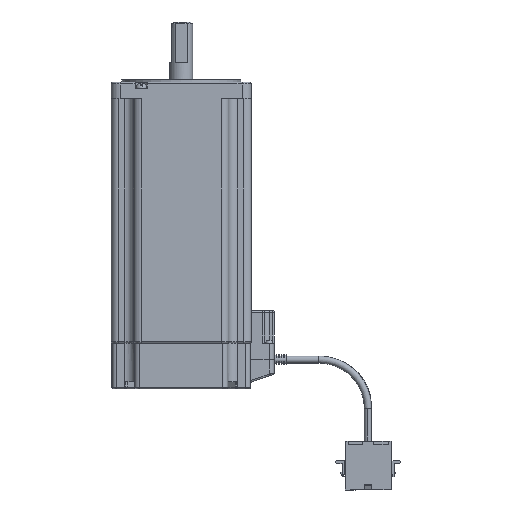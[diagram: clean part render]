
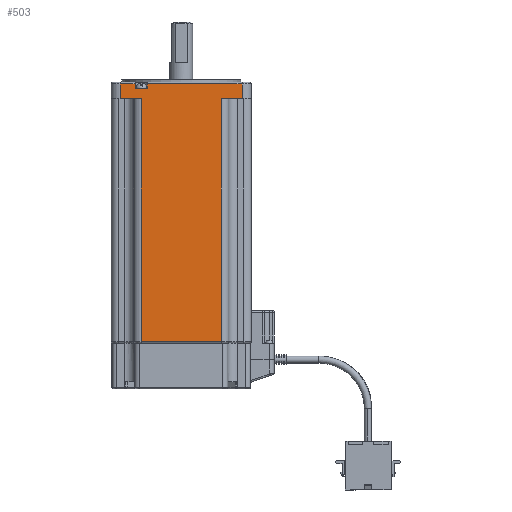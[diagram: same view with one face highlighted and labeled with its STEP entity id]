
A CAD part, left-side view. The second image highlights one B-rep face of the part: STEP entity #503.
In plain terms, the highlighted planar face has unit normal (-1, 0, 0).
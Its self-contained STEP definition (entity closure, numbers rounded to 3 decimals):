
#18 = EDGE_LOOP ( 'NONE', ( #2503, #2504, #2505, #2506, #2507, #2508, #2509, #2510, #2511, #2512, #2513, #2514 ) ) ;
#503 = ADVANCED_FACE ( 'NONE', ( #11393 ), #11927, .T. ) ;
#2051 = EDGE_CURVE ( 'NONE', #9111, #9118, #17666, .T. ) ;
#2056 = EDGE_CURVE ( 'NONE', #9118, #9120, #17675, .T. ) ;
#2059 = EDGE_CURVE ( 'NONE', #9120, #9106, #17681, .T. ) ;
#2060 = EDGE_CURVE ( 'NONE', #9106, #9101, #17682, .T. ) ;
#2063 = EDGE_CURVE ( 'NONE', #9101, #9123, #17688, .T. ) ;
#2065 = EDGE_CURVE ( 'NONE', #9123, #9125, #17691, .T. ) ;
#2066 = EDGE_CURVE ( 'NONE', #9125, #9055, #17692, .T. ) ;
#2067 = EDGE_CURVE ( 'NONE', #9055, #9056, #17694, .T. ) ;
#2069 = EDGE_CURVE ( 'NONE', #9056, #9116, #17698, .T. ) ;
#2071 = EDGE_CURVE ( 'NONE', #9116, #9133, #17701, .T. ) ;
#2072 = EDGE_CURVE ( 'NONE', #9133, #9074, #17702, .T. ) ;
#2074 = EDGE_CURVE ( 'NONE', #9111, #9074, #17668, .T. ) ;
#2503 = ORIENTED_EDGE ( 'NONE', *, *, #2071, .T. ) ;
#2504 = ORIENTED_EDGE ( 'NONE', *, *, #2072, .T. ) ;
#2505 = ORIENTED_EDGE ( 'NONE', *, *, #2074, .F. ) ;
#2506 = ORIENTED_EDGE ( 'NONE', *, *, #2051, .T. ) ;
#2507 = ORIENTED_EDGE ( 'NONE', *, *, #2056, .T. ) ;
#2508 = ORIENTED_EDGE ( 'NONE', *, *, #2059, .T. ) ;
#2509 = ORIENTED_EDGE ( 'NONE', *, *, #2060, .T. ) ;
#2510 = ORIENTED_EDGE ( 'NONE', *, *, #2063, .T. ) ;
#2511 = ORIENTED_EDGE ( 'NONE', *, *, #2065, .T. ) ;
#2512 = ORIENTED_EDGE ( 'NONE', *, *, #2066, .T. ) ;
#2513 = ORIENTED_EDGE ( 'NONE', *, *, #2067, .T. ) ;
#2514 = ORIENTED_EDGE ( 'NONE', *, *, #2069, .T. ) ;
#9055 = VERTEX_POINT ( 'NONE', #28670 ) ;
#9056 = VERTEX_POINT ( 'NONE', #28671 ) ;
#9074 = VERTEX_POINT ( 'NONE', #28682 ) ;
#9101 = VERTEX_POINT ( 'NONE', #28698 ) ;
#9106 = VERTEX_POINT ( 'NONE', #28701 ) ;
#9111 = VERTEX_POINT ( 'NONE', #28704 ) ;
#9116 = VERTEX_POINT ( 'NONE', #28707 ) ;
#9118 = VERTEX_POINT ( 'NONE', #28708 ) ;
#9120 = VERTEX_POINT ( 'NONE', #28709 ) ;
#9123 = VERTEX_POINT ( 'NONE', #28711 ) ;
#9125 = VERTEX_POINT ( 'NONE', #28712 ) ;
#9133 = VERTEX_POINT ( 'NONE', #28717 ) ;
#11393 = FACE_OUTER_BOUND ( 'NONE', #18, .T. ) ;
#11923 = CARTESIAN_POINT ( 'NONE',  ( -119.958, 100.46, 0. ) ) ;
#11927 = PLANE ( 'NONE',  #12072 ) ;
#11929 = DIRECTION ( 'NONE',  ( -1., 0., 0. ) ) ;
#11930 = DIRECTION ( 'NONE',  ( 0., 1., 0. ) ) ;
#12072 = AXIS2_PLACEMENT_3D ( 'NONE', #11923, #11929, #11930 ) ;
#17666 = LINE ( 'NONE', #18778, #17669 ) ;
#17668 = LINE ( 'NONE', #18824, #17709 ) ;
#17669 = VECTOR ( 'NONE', #18756, 1000. ) ;
#17675 = LINE ( 'NONE', #18792, #17678 ) ;
#17678 = VECTOR ( 'NONE', #18793, 1000. ) ;
#17681 = LINE ( 'NONE', #18783, #17683 ) ;
#17682 = LINE ( 'NONE', #18801, #17685 ) ;
#17683 = VECTOR ( 'NONE', #18784, 1000. ) ;
#17685 = VECTOR ( 'NONE', #18802, 1000. ) ;
#17688 = LINE ( 'NONE', #18796, #17690 ) ;
#17690 = VECTOR ( 'NONE', #18797, 1000. ) ;
#17691 = LINE ( 'NONE', #18805, #17693 ) ;
#17692 = LINE ( 'NONE', #18815, #17695 ) ;
#17693 = VECTOR ( 'NONE', #18806, 1000. ) ;
#17694 = LINE ( 'NONE', #18817, #17697 ) ;
#17695 = VECTOR ( 'NONE', #18816, 1000. ) ;
#17697 = VECTOR ( 'NONE', #18818, 1000. ) ;
#17698 = LINE ( 'NONE', #18810, #17700 ) ;
#17700 = VECTOR ( 'NONE', #18811, 1000. ) ;
#17701 = LINE ( 'NONE', #18819, #17703 ) ;
#17702 = LINE ( 'NONE', #18828, #17705 ) ;
#17703 = VECTOR ( 'NONE', #18820, 1000. ) ;
#17705 = VECTOR ( 'NONE', #18829, 1000. ) ;
#17709 = VECTOR ( 'NONE', #18832, 1000. ) ;
#18756 = DIRECTION ( 'NONE',  ( 0., 0., -1. ) ) ;
#18778 = CARTESIAN_POINT ( 'NONE',  ( -119.958, 164.16, -80. ) ) ;
#18783 = CARTESIAN_POINT ( 'NONE',  ( -119.958, 171.76, -80. ) ) ;
#18784 = DIRECTION ( 'NONE',  ( 0., 0., 1. ) ) ;
#18792 = CARTESIAN_POINT ( 'NONE',  ( -119.958, 143.46, -3.5 ) ) ;
#18793 = DIRECTION ( 'NONE',  ( 0., 1., 0. ) ) ;
#18796 = CARTESIAN_POINT ( 'NONE',  ( -119.958, 180.76, -80. ) ) ;
#18797 = DIRECTION ( 'NONE',  ( 0., 0., -1. ) ) ;
#18801 = CARTESIAN_POINT ( 'NONE',  ( -119.958, 143.46, -1. ) ) ;
#18802 = DIRECTION ( 'NONE',  ( 0., 1., 0. ) ) ;
#18805 = CARTESIAN_POINT ( 'NONE',  ( -119.958, 143.46, -10. ) ) ;
#18806 = DIRECTION ( 'NONE',  ( 0., -1., 0. ) ) ;
#18810 = CARTESIAN_POINT ( 'NONE',  ( -119.958, 118.86, -80. ) ) ;
#18811 = DIRECTION ( 'NONE',  ( 0., 0., 1. ) ) ;
#18815 = CARTESIAN_POINT ( 'NONE',  ( -119.958, 168.06, -80. ) ) ;
#18816 = DIRECTION ( 'NONE',  ( 0., 0., -1. ) ) ;
#18817 = CARTESIAN_POINT ( 'NONE',  ( -119.958, 143.46, -159. ) ) ;
#18818 = DIRECTION ( 'NONE',  ( 0., -1., 0. ) ) ;
#18819 = CARTESIAN_POINT ( 'NONE',  ( -119.958, 143.46, -10. ) ) ;
#18820 = DIRECTION ( 'NONE',  ( 0., -1., 0. ) ) ;
#18824 = CARTESIAN_POINT ( 'NONE',  ( -119.958, 135.16, -1. ) ) ;
#18828 = CARTESIAN_POINT ( 'NONE',  ( -119.958, 106.16, -80. ) ) ;
#18829 = DIRECTION ( 'NONE',  ( 0., 0., 1. ) ) ;
#18832 = DIRECTION ( 'NONE',  ( 0., -1., 0. ) ) ;
#28670 = CARTESIAN_POINT ( 'NONE',  ( -119.958, 168.06, -159. ) ) ;
#28671 = CARTESIAN_POINT ( 'NONE',  ( -119.958, 118.86, -159. ) ) ;
#28682 = CARTESIAN_POINT ( 'NONE',  ( -119.958, 106.16, -1. ) ) ;
#28698 = CARTESIAN_POINT ( 'NONE',  ( -119.958, 180.76, -1. ) ) ;
#28701 = CARTESIAN_POINT ( 'NONE',  ( -119.958, 171.76, -1. ) ) ;
#28704 = CARTESIAN_POINT ( 'NONE',  ( -119.958, 164.16, -1. ) ) ;
#28707 = CARTESIAN_POINT ( 'NONE',  ( -119.958, 118.86, -10. ) ) ;
#28708 = CARTESIAN_POINT ( 'NONE',  ( -119.958, 164.16, -3.5 ) ) ;
#28709 = CARTESIAN_POINT ( 'NONE',  ( -119.958, 171.76, -3.5 ) ) ;
#28711 = CARTESIAN_POINT ( 'NONE',  ( -119.958, 180.76, -10. ) ) ;
#28712 = CARTESIAN_POINT ( 'NONE',  ( -119.958, 168.06, -10. ) ) ;
#28717 = CARTESIAN_POINT ( 'NONE',  ( -119.958, 106.16, -10. ) ) ;
